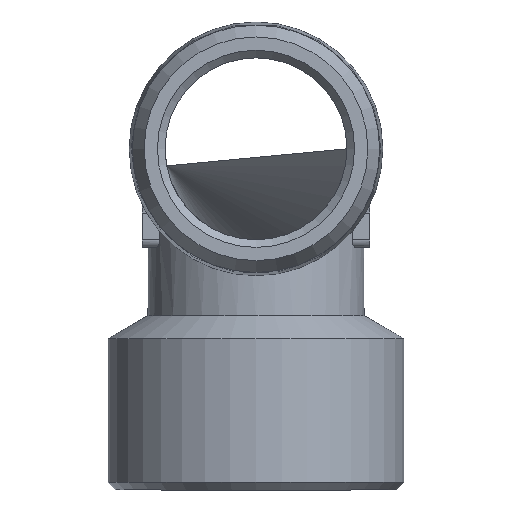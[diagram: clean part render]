
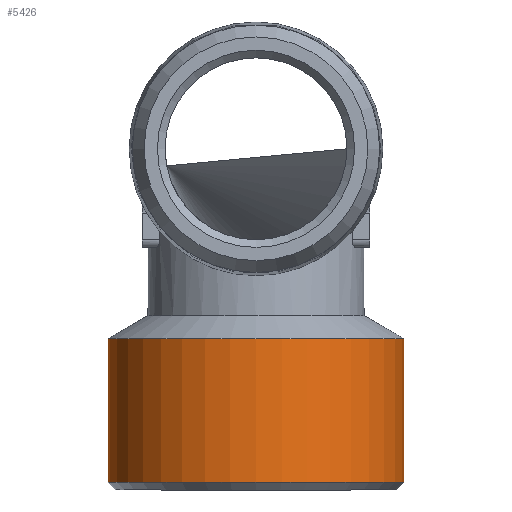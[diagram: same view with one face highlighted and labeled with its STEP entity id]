
A CAD part, left-side view. The second image highlights one B-rep face of the part: STEP entity #5426.
In plain terms, the highlighted cylindrical face has radius 19.5 mm (diameter 39 mm), a full revolution.
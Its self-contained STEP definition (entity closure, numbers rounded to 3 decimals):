
#1406=CYLINDRICAL_SURFACE('',#5305,19.5);
#1444=ORIENTED_EDGE('',*,*,#1822,.F.);
#1445=ORIENTED_EDGE('',*,*,#1823,.T.);
#1690=CIRCLE('',#5304,19.5);
#1691=CIRCLE('',#5306,19.5);
#1732=VERTEX_POINT('',#2370);
#1733=VERTEX_POINT('',#2373);
#1822=EDGE_CURVE('',#1732,#1732,#1690,.T.);
#1823=EDGE_CURVE('',#1733,#1733,#1691,.T.);
#1948=EDGE_LOOP('',(#1444));
#1949=EDGE_LOOP('',(#1445));
#2026=FACE_BOUND('',#1948,.T.);
#2027=FACE_BOUND('',#1949,.T.);
#2108=DIRECTION('',(0.,-1.,0.));
#2109=DIRECTION('',(0.,0.,19.5));
#2110=DIRECTION('',(0.,1.,0.));
#2111=DIRECTION('',(1.,0.,0.));
#2112=DIRECTION('',(0.,-1.,0.));
#2113=DIRECTION('',(0.,0.,19.5));
#2370=CARTESIAN_POINT('',(31.306,42.09,19.5));
#2371=CARTESIAN_POINT('',(31.306,42.09,0.));
#2372=CARTESIAN_POINT('',(31.306,42.09,0.));
#2373=CARTESIAN_POINT('',(31.306,61.059,19.5));
#2374=CARTESIAN_POINT('',(31.306,61.059,0.));
#5304=AXIS2_PLACEMENT_3D('',#2371,#2108,#2109);
#5305=AXIS2_PLACEMENT_3D('',#2372,#2110,#2111);
#5306=AXIS2_PLACEMENT_3D('',#2374,#2112,#2113);
#5426=ADVANCED_FACE('',(#2026,#2027),#1406,.T.);
